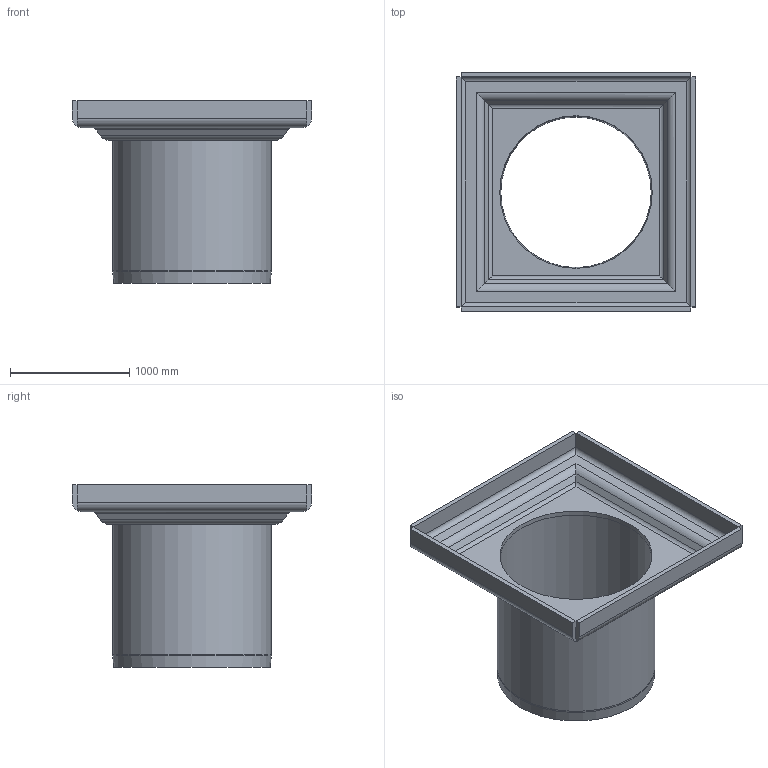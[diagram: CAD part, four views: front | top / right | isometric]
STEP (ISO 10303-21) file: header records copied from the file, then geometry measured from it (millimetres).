
FILE_DESCRIPTION(/* description */ (''),/* implementation_level */ '2;1');
FILE_NAME(/* name */ '18610.125X_3D.stp',/* time_stamp */ '2024-12-12T07:40:43+01:00',/* author */ ('CAD'),/* organization */ (''),/* preprocessor_version */ 'ST-DEVELOPER v20',/* originating_system */ 'AutoCAD Mechanical',/* authorisation */ '');
FILE_SCHEMA (('AUTOMOTIVE_DESIGN { 1 0 10303 214 3 1 1 }'));
Length unit declared in the file: centimetre
Products named in the file (2): Product; *S0
Assembly tree (1 placements, depth 2):
  Product
    *S0
Bounding box: 2010 x 2010 x 1530 mm (x, y, z)
Volume: 293286736.2 mm3; surface area: 19085045.3 mm2
Topology: 2 solids, 2 shells, 68 faces, 153 edges, 84 vertices
Faces by surface type: plane 33, cylinder 28, cone 3, bspline 2, torus 2
Full cylindrical faces by diameter (mm): 1280 x2, 1330 x1
Entity records: 1983 total; most frequent: CARTESIAN_POINT 402, DIRECTION 341, ORIENTED_EDGE 302, EDGE_CURVE 151, AXIS2_PLACEMENT_3D 121, LINE 99, VECTOR 99, VERTEX_POINT 84
